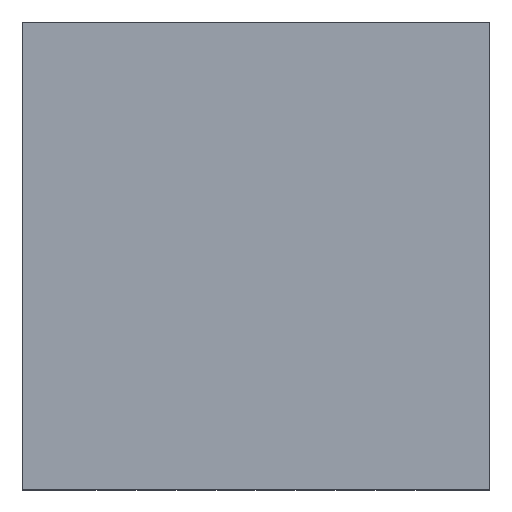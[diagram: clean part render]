
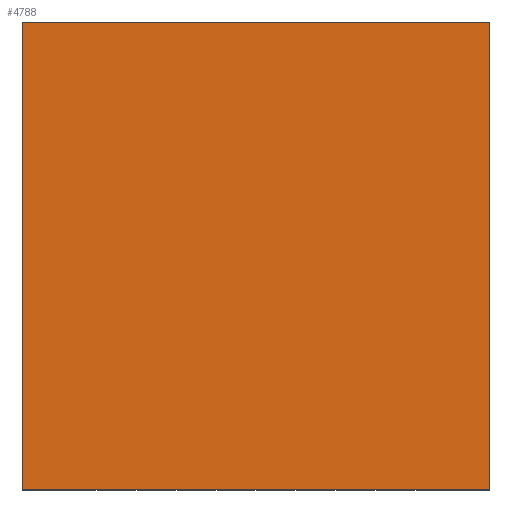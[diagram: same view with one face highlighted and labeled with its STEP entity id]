
A CAD part, top view. The second image highlights one B-rep face of the part: STEP entity #4788.
In plain terms, the highlighted face is planar.
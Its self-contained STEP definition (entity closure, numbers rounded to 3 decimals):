
#1664=DIRECTION('',(0.,0.,1.));
#1665=VECTOR('',#1664,3.);
#1666=CARTESIAN_POINT('',(-1.5,0.975,-1.5));
#1667=LINE('',#1666,#1665);
#1671=DIRECTION('',(-1.,0.,0.));
#1672=VECTOR('',#1671,3.);
#1673=CARTESIAN_POINT('',(1.5,0.975,-1.5));
#1674=LINE('',#1673,#1672);
#1678=DIRECTION('',(0.,0.,-1.));
#1679=VECTOR('',#1678,3.);
#1680=CARTESIAN_POINT('',(1.5,0.975,1.5));
#1681=LINE('',#1680,#1679);
#1685=DIRECTION('',(1.,0.,0.));
#1686=VECTOR('',#1685,3.);
#1687=CARTESIAN_POINT('',(-1.5,0.975,1.5));
#1688=LINE('',#1687,#1686);
#3164=CARTESIAN_POINT('',(-1.5,0.975,-1.5));
#3165=CARTESIAN_POINT('',(-1.5,0.975,1.5));
#3166=VERTEX_POINT('',#3164);
#3167=VERTEX_POINT('',#3165);
#3168=CARTESIAN_POINT('',(1.5,0.975,1.5));
#3169=VERTEX_POINT('',#3168);
#3170=CARTESIAN_POINT('',(1.5,0.975,-1.5));
#3171=VERTEX_POINT('',#3170);
#4777=CARTESIAN_POINT('',(0.,0.975,0.));
#4778=DIRECTION('',(0.,1.,0.));
#4779=DIRECTION('',(1.,0.,0.));
#4780=AXIS2_PLACEMENT_3D('',#4777,#4778,#4779);
#4781=PLANE('',#4780);
#4782=ORIENTED_EDGE('',*,*,#4562,.F.);
#4783=ORIENTED_EDGE('',*,*,#4619,.F.);
#4784=ORIENTED_EDGE('',*,*,#4675,.F.);
#4785=ORIENTED_EDGE('',*,*,#4730,.F.);
#4786=EDGE_LOOP('',(#4782,#4783,#4784,#4785));
#4787=FACE_OUTER_BOUND('',#4786,.F.);
#4562=EDGE_CURVE('',#3166,#3167,#1667,.T.);
#4619=EDGE_CURVE('',#3171,#3166,#1674,.T.);
#4675=EDGE_CURVE('',#3169,#3171,#1681,.T.);
#4730=EDGE_CURVE('',#3167,#3169,#1688,.T.);
#4788=ADVANCED_FACE('',(#4787),#4781,.T.);
